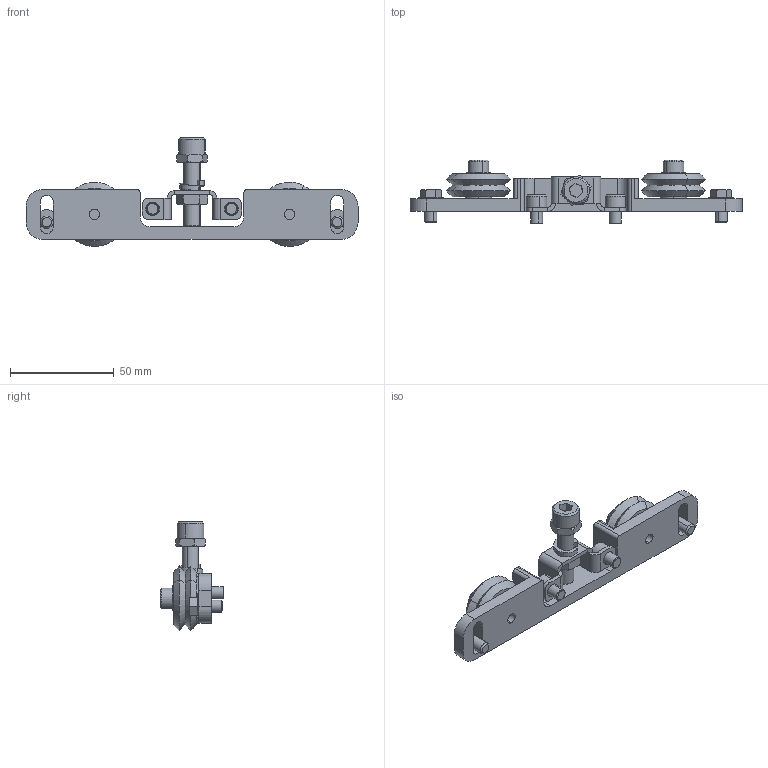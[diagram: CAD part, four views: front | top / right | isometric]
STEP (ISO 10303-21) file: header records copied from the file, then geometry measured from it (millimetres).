
FILE_DESCRIPTION (( 'STEP AP214' ), '1' );
FILE_NAME ('CRP400-02-00.STEP', '2013-07-09T03:27:59', ( '' ), ( '' ), 'SwSTEP 2.0', 'SolidWorks 2012', '' );
FILE_SCHEMA (( 'AUTOMOTIVE_DESIGN' ));
Length unit declared in the file: inch
Products named in the file (13): CRP400-02; SK-M8-35; SK-M6-12; SK-M6-8; VB-W2; FW-M6-05; HNJ-M8; 90073A030_90073A030; CRP400-04; 99437A170_99437A170; CRP400-02-00; HC-ZP-M6-12
Assembly tree (19 placements, depth 3):
  CRP400-02-00
    CRP400-02
    VB-W2  x2
    HC-ZP-M6-12  x2
    SK-M8-35
    SK-M6-12  x2
    SK-M6-8  x2
    CRP400-04
      CRP400-04
      99437A170_99437A170
    90073A030_90073A030
    HNJ-M8
    FW-M6-05  x4
Bounding box: 160 x 30.73 x 52.44 mm (x, y, z)
Volume: 43928.6 mm3; surface area: 25217.1 mm2
Topology: 18 solids, 18 shells, 507 faces, 1257 edges, 809 vertices
Faces by surface type: plane 261, cylinder 169, cone 73, bspline 4
Entity records: 14310 total; most frequent: CARTESIAN_POINT 3390, ORIENTED_EDGE 2154, DIRECTION 2140, EDGE_CURVE 1077, AXIS2_PLACEMENT_3D 728, VERTEX_POINT 695, LINE 684, VECTOR 684
